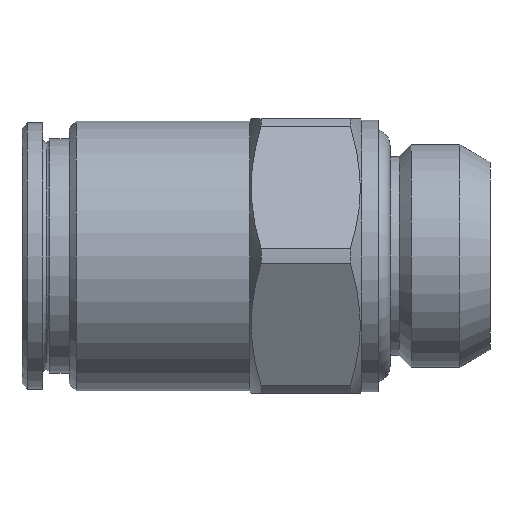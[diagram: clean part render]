
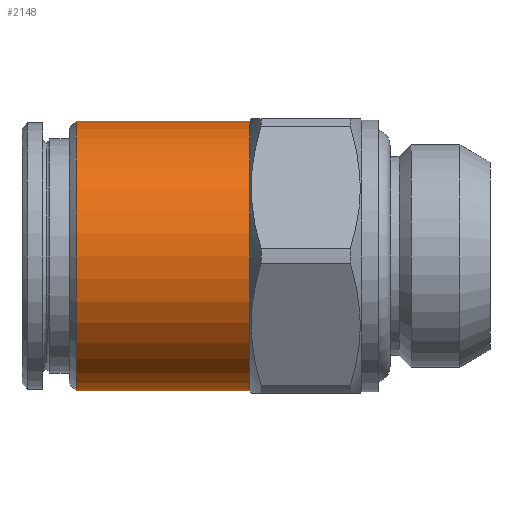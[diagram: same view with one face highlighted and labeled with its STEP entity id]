
A CAD part, left-side view. The second image highlights one B-rep face of the part: STEP entity #2148.
In plain terms, the highlighted cylindrical face has radius 7.85 mm (diameter 15.7 mm), a partial arc.
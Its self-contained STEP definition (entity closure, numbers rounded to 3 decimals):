
#67 = CARTESIAN_POINT ( 'NONE',  ( 0., 14., -7.85 ) ) ;
#360 = CARTESIAN_POINT ( 'NONE',  ( 0., 14., 7.85 ) ) ;
#536 = CARTESIAN_POINT ( 'NONE',  ( 0., 24.1, -7.85 ) ) ;
#565 = DIRECTION ( 'NONE',  ( 0., -1., 0. ) ) ;
#566 = VECTOR ( 'NONE', #565, 1000. ) ;
#567 = CARTESIAN_POINT ( 'NONE',  ( 0., 0., 7.85 ) ) ;
#568 = LINE ( 'NONE', #567, #566 ) ;
#617 = CARTESIAN_POINT ( 'NONE',  ( 0., 24.1, 7.85 ) ) ;
#683 = VECTOR ( 'NONE', #702, 1000. ) ;
#702 = DIRECTION ( 'NONE',  ( 0., -1., 0. ) ) ;
#703 = CARTESIAN_POINT ( 'NONE',  ( 0., 0., -7.85 ) ) ;
#704 = LINE ( 'NONE', #703, #683 ) ;
#1162 = CARTESIAN_POINT ( 'NONE',  ( 0., 0., 0. ) ) ;
#1163 = CYLINDRICAL_SURFACE ( 'NONE', #1201, 7.85 ) ;
#1177 = DIRECTION ( 'NONE',  ( 0., -1., 0. ) ) ;
#1178 = CARTESIAN_POINT ( 'NONE',  ( 0., 24.1, 0. ) ) ;
#1179 = AXIS2_PLACEMENT_3D ( 'NONE', #1178, #1177, #1184 ) ;
#1181 = CIRCLE ( 'NONE', #1179, 7.85 ) ;
#1183 = FACE_OUTER_BOUND ( 'NONE', #2185, .T. ) ;
#1184 = DIRECTION ( 'NONE',  ( 0., 0., -1. ) ) ;
#1197 = DIRECTION ( 'NONE',  ( 0., -1., 0. ) ) ;
#1200 = DIRECTION ( 'NONE',  ( 0., 0., -1. ) ) ;
#1201 = AXIS2_PLACEMENT_3D ( 'NONE', #1162, #1197, #1200 ) ;
#1409 = DIRECTION ( 'NONE',  ( 0., 0., -1. ) ) ;
#1467 = DIRECTION ( 'NONE',  ( 0., -1., 0. ) ) ;
#1468 = AXIS2_PLACEMENT_3D ( 'NONE', #1472, #1467, #1409 ) ;
#1469 = CIRCLE ( 'NONE', #1468, 7.85 ) ;
#1472 = CARTESIAN_POINT ( 'NONE',  ( 0., 14., 0. ) ) ;
#1604 = VERTEX_POINT ( 'NONE', #67 ) ;
#1688 = VERTEX_POINT ( 'NONE', #360 ) ;
#1795 = VERTEX_POINT ( 'NONE', #536 ) ;
#1803 = EDGE_CURVE ( 'NONE', #1823, #1688, #568, .T. ) ;
#1823 = VERTEX_POINT ( 'NONE', #617 ) ;
#1836 = EDGE_CURVE ( 'NONE', #1795, #1604, #704, .T. ) ;
#2147 = EDGE_CURVE ( 'NONE', #1823, #1795, #1181, .T. ) ;
#2148 = ADVANCED_FACE ( 'NONE', ( #1183 ), #1163, .T. ) ;
#2178 = ORIENTED_EDGE ( 'NONE', *, *, #2147, .T. ) ;
#2179 = ORIENTED_EDGE ( 'NONE', *, *, #1836, .T. ) ;
#2185 = EDGE_LOOP ( 'NONE', ( #2308, #2178, #2179, #2315 ) ) ;
#2308 = ORIENTED_EDGE ( 'NONE', *, *, #1803, .F. ) ;
#2315 = ORIENTED_EDGE ( 'NONE', *, *, #2316, .F. ) ;
#2316 = EDGE_CURVE ( 'NONE', #1688, #1604, #1469, .T. ) ;
